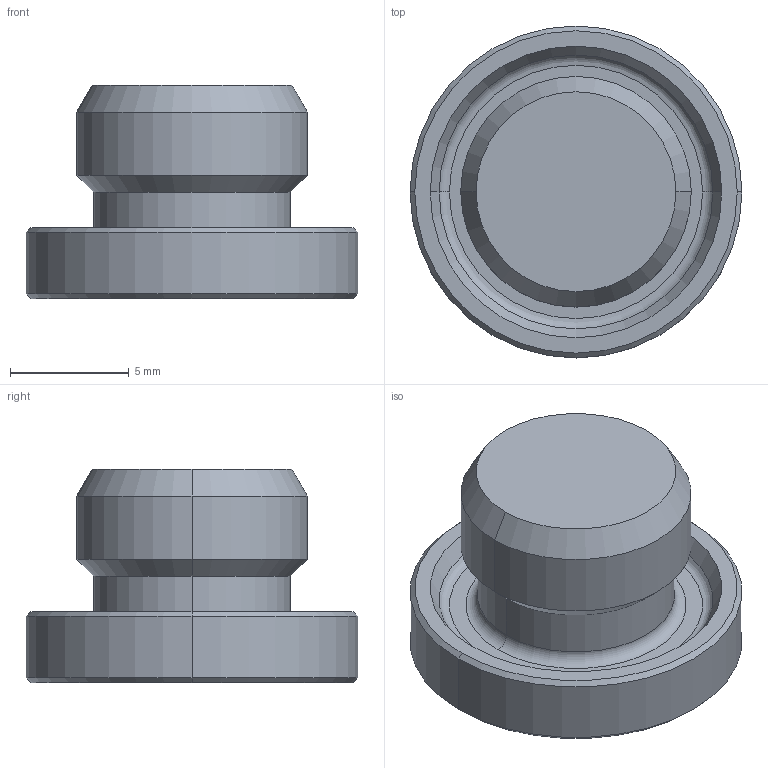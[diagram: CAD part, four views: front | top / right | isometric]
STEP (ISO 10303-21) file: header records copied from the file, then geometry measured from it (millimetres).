
FILE_DESCRIPTION(/* description */ ('VariCAD 2016-1.06 AP-214'),/* implementation_level */ '2;1');
FILE_NAME(/* name */ 'vs_18_msv.stp',/* time_stamp */ '2016-06-16T10:59:10+02:00',/* author */ (''),/* organization */ (''),/* preprocessor_version */ 'ST-DEVELOPER v14',/* originating_system */ 'VariCAD 2016-1.06; kernel version (20130303)',/* authorisation */ '');
FILE_SCHEMA (('AUTOMOTIVE_DESIGN'));
Length unit declared in the file: millimetre
Products named in the file (2): vs_18_msv
Assembly tree (1 placements, depth 2):
  vs_18_msv
    vs_18_msv
Bounding box: 14 x 14 x 9 mm (x, y, z)
Volume: 678.5 mm3; surface area: 753.1 mm2
Topology: 1 solids, 1 shells, 35 faces, 76 edges, 45 vertices
Faces by surface type: cone 14, plane 11, cylinder 6, torus 4
Entity records: 1020 total; most frequent: CARTESIAN_POINT 202, DIRECTION 178, ORIENTED_EDGE 148, EDGE_CURVE 74, AXIS2_PLACEMENT_3D 73, VERTEX_POINT 45, EDGE_LOOP 39, FACE_OUTER_BOUND 35
